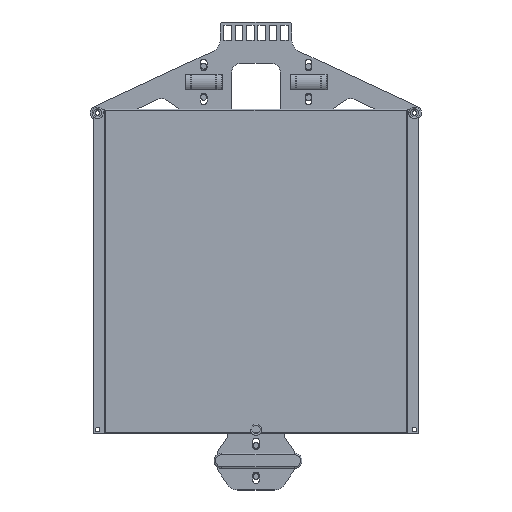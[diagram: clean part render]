
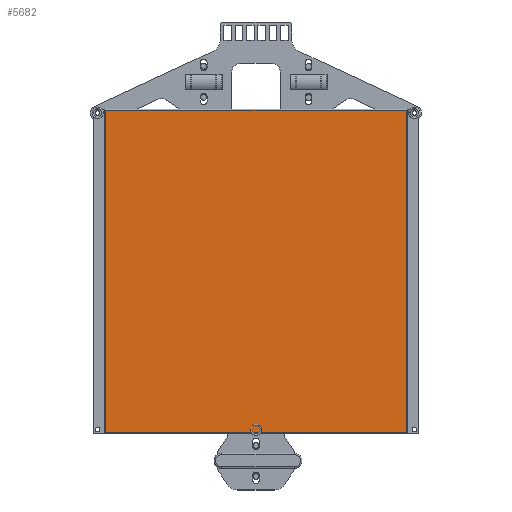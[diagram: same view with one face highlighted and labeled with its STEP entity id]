
A CAD part, top view. The second image highlights one B-rep face of the part: STEP entity #5682.
In plain terms, the highlighted planar face has unit normal (0, 0, 1).
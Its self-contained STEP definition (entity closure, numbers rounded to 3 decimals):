
#487=PLANE('',#7297);
#921=LINE('',#14533,#1375);
#923=LINE('',#14538,#1377);
#927=LINE('',#14545,#1381);
#929=LINE('',#14548,#1383);
#1375=VECTOR('',#8912,1000.);
#1377=VECTOR('',#8916,1000.);
#1381=VECTOR('',#8922,1000.);
#1383=VECTOR('',#8926,1000.);
#2853=ORIENTED_EDGE('',*,*,#3540,.T.);
#2854=ORIENTED_EDGE('',*,*,#3534,.T.);
#2855=ORIENTED_EDGE('',*,*,#3536,.T.);
#2856=ORIENTED_EDGE('',*,*,#3542,.T.);
#3534=EDGE_CURVE('',#4117,#4119,#921,.T.);
#3536=EDGE_CURVE('',#4119,#4121,#923,.T.);
#3540=EDGE_CURVE('',#4123,#4117,#927,.T.);
#3542=EDGE_CURVE('',#4121,#4123,#929,.T.);
#4117=VERTEX_POINT('',#14528);
#4119=VERTEX_POINT('',#14532);
#4121=VERTEX_POINT('',#14537);
#4123=VERTEX_POINT('',#14543);
#4755=EDGE_LOOP('',(#2853,#2854,#2855,#2856));
#5280=FACE_BOUND('',#4755,.T.);
#5682=ADVANCED_FACE('',(#5280),#487,.T.);
#7297=AXIS2_PLACEMENT_3D('',#14574,#8949,#8950);
#8912=DIRECTION('',(-1.,0.,0.));
#8916=DIRECTION('',(0.,-1.,0.));
#8922=DIRECTION('',(0.,1.,0.));
#8926=DIRECTION('',(1.,0.,0.));
#8949=DIRECTION('',(0.,0.,1.));
#8950=DIRECTION('',(1.,0.,0.));
#14528=CARTESIAN_POINT('',(106.3,99.3,3.));
#14532=CARTESIAN_POINT('',(-106.3,99.3,3.));
#14533=CARTESIAN_POINT('',(-107.,99.3,3.));
#14537=CARTESIAN_POINT('',(-106.3,-99.3,3.));
#14538=CARTESIAN_POINT('',(-106.3,-100.,3.));
#14543=CARTESIAN_POINT('',(106.3,-99.3,3.));
#14545=CARTESIAN_POINT('',(106.3,100.,3.));
#14548=CARTESIAN_POINT('',(107.,-99.3,3.));
#14574=CARTESIAN_POINT('',(0.,0.,3.));
